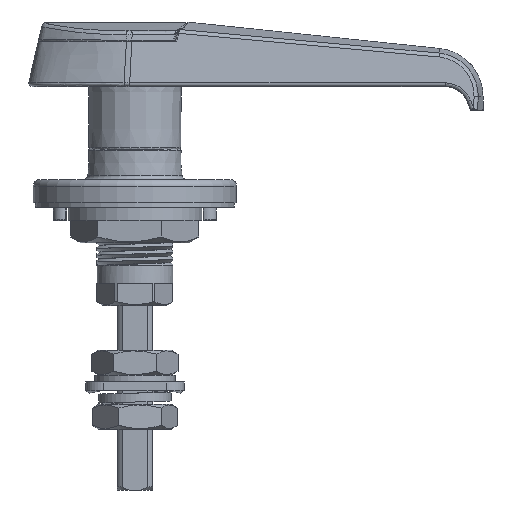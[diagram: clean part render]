
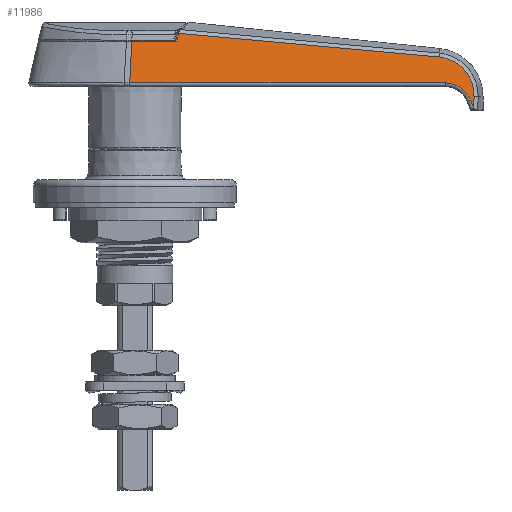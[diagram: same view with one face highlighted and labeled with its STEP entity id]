
A CAD part, left-side view. The second image highlights one B-rep face of the part: STEP entity #11986.
In plain terms, the highlighted face is planar.
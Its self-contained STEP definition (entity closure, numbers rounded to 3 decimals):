
#154=ELLIPSE('',#12960,8.71,8.638);
#157=ELLIPSE('',#12967,6.13,6.082);
#424=B_SPLINE_CURVE_WITH_KNOTS('',3,(#25959,#25960,#25961,#25962),
 .UNSPECIFIED.,.F.,.F.,(4,4),(0.,1.),.UNSPECIFIED.);
#1369=LINE('',#24950,#2291);
#1371=LINE('',#24991,#2293);
#1381=LINE('',#25071,#2303);
#1386=LINE('',#25569,#2308);
#1414=LINE('',#25965,#2336);
#2291=VECTOR('',#15588,2.712);
#2293=VECTOR('',#15600,58.638);
#2303=VECTOR('',#15642,70.835);
#2308=VECTOR('',#15677,1.946);
#2336=VECTOR('',#15773,10.101);
#2869=PLANE('',#13034);
#3621=FACE_OUTER_BOUND('',#4424,.T.);
#4424=EDGE_LOOP('',(#10447,#10448,#10449,#10450,#10451,#10452,#10453,#10454,
#10455));
#4994=CIRCLE('',#13035,700.874);
#5907=VERTEX_POINT('',#24902);
#5908=VERTEX_POINT('',#24903);
#5911=VERTEX_POINT('',#24944);
#5915=VERTEX_POINT('',#24964);
#5916=VERTEX_POINT('',#24966);
#5919=VERTEX_POINT('',#24974);
#5937=VERTEX_POINT('',#25063);
#5985=VERTEX_POINT('',#25958);
#5986=VERTEX_POINT('',#25963);
#7416=EDGE_CURVE('',#5907,#5908,#154,.T.);
#7423=EDGE_CURVE('',#5911,#5907,#1369,.T.);
#7425=EDGE_CURVE('',#5916,#5915,#157,.T.);
#7430=EDGE_CURVE('',#5908,#5919,#1371,.T.);
#7454=EDGE_CURVE('',#5937,#5916,#1381,.T.);
#7483=EDGE_CURVE('',#5915,#5911,#1386,.T.);
#7531=EDGE_CURVE('',#5985,#5937,#424,.T.);
#7532=EDGE_CURVE('',#5919,#5986,#4994,.T.);
#7533=EDGE_CURVE('',#5985,#5986,#1414,.T.);
#10447=ORIENTED_EDGE('',*,*,#7531,.T.);
#10448=ORIENTED_EDGE('',*,*,#7454,.T.);
#10449=ORIENTED_EDGE('',*,*,#7425,.T.);
#10450=ORIENTED_EDGE('',*,*,#7483,.T.);
#10451=ORIENTED_EDGE('',*,*,#7423,.T.);
#10452=ORIENTED_EDGE('',*,*,#7416,.T.);
#10453=ORIENTED_EDGE('',*,*,#7430,.T.);
#10454=ORIENTED_EDGE('',*,*,#7532,.T.);
#10455=ORIENTED_EDGE('',*,*,#7533,.F.);
#11986=ADVANCED_FACE('',(#3621),#2869,.T.);
#12960=AXIS2_PLACEMENT_3D('',#24904,#15575,#15576);
#12967=AXIS2_PLACEMENT_3D('',#24967,#15591,#15592);
#13034=AXIS2_PLACEMENT_3D('',#25957,#15769,#15770);
#13035=AXIS2_PLACEMENT_3D('',#25964,#15771,#15772);
#15575=DIRECTION('center_axis',(0.073,0.102,0.992));
#15576=DIRECTION('ref_axis',(0.578,0.806,-0.126));
#15588=DIRECTION('',(0.022,0.994,-0.104));
#15591=DIRECTION('center_axis',(-0.073,-0.102,
-0.992));
#15592=DIRECTION('ref_axis',(0.578,0.806,-0.126));
#15600=DIRECTION('',(-0.994,0.09,0.064));
#15642=DIRECTION('',(0.997,0.,-0.074));
#15677=DIRECTION('',(0.363,-0.929,0.069));
#15769=DIRECTION('center_axis',(0.073,0.102,0.992));
#15770=DIRECTION('ref_axis',(0.,-0.995,0.102));
#15771=DIRECTION('center_axis',(-0.073,-0.102,
-0.992));
#15772=DIRECTION('ref_axis',(0.971,-0.235,-0.047));
#15773=DIRECTION('',(0.997,0.,-0.074));
#24902=CARTESIAN_POINT('',(75.922,-282.208,56.411));
#24903=CARTESIAN_POINT('',(68.068,-273.414,56.085));
#24904=CARTESIAN_POINT('Origin',(67.284,-282.019,57.028));
#24944=CARTESIAN_POINT('',(75.862,-284.904,56.693));
#24950=CARTESIAN_POINT('',(75.92,-282.288,56.419));
#24964=CARTESIAN_POINT('',(75.156,-283.095,56.559));
#24966=CARTESIAN_POINT('',(69.49,-279.223,56.578));
#24967=CARTESIAN_POINT('Origin',(69.49,-285.305,57.204));
#24974=CARTESIAN_POINT('',(9.79,-268.123,59.839));
#24991=CARTESIAN_POINT('',(36.073,-270.509,58.146));
#25063=CARTESIAN_POINT('',(-1.153,-279.223,61.788));
#25071=CARTESIAN_POINT('',(69.429,-279.223,56.583));
#25569=CARTESIAN_POINT('',(68.955,-267.195,55.38));
#25957=CARTESIAN_POINT('Origin',(35.274,-280.05,59.187));
#25958=CARTESIAN_POINT('',(-0.701,-269.9,60.796));
#25959=CARTESIAN_POINT('Ctrl Pts',(-0.701,-269.9,
60.796));
#25960=CARTESIAN_POINT('Ctrl Pts',(-0.853,-273.008,
61.126));
#25961=CARTESIAN_POINT('Ctrl Pts',(-1.002,-276.116,
61.457));
#25962=CARTESIAN_POINT('Ctrl Pts',(-1.153,-279.223,
61.788));
#25963=CARTESIAN_POINT('',(9.373,-269.9,60.053));
#25964=CARTESIAN_POINT('Origin',(-671.05,-105.145,93.287));
#25965=CARTESIAN_POINT('',(35.198,-269.9,58.148));
